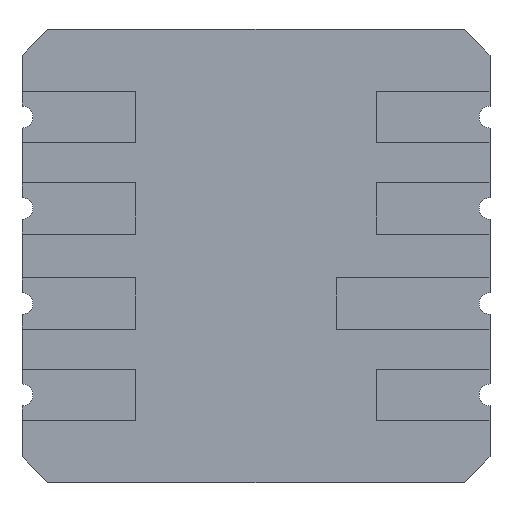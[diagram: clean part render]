
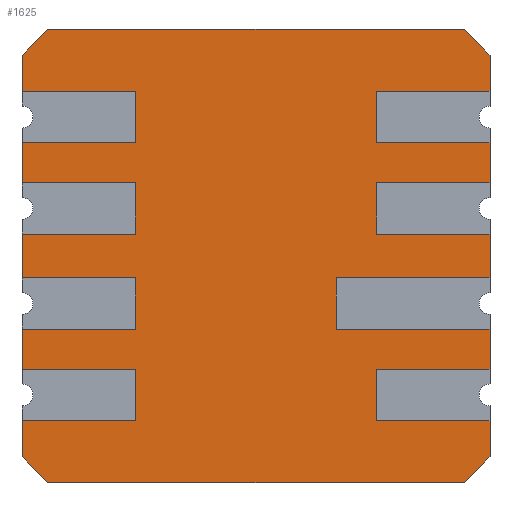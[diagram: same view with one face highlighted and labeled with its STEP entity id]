
A CAD part, front view. The second image highlights one B-rep face of the part: STEP entity #1625.
In plain terms, the highlighted planar face has unit normal (0, -1, 0).
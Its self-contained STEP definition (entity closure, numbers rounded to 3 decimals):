
#63=PLANE('',#1756);
#151=FACE_OUTER_BOUND('',#253,.T.);
#253=EDGE_LOOP('',(#1225,#1226,#1227,#1228,#1229,#1230,#1231,#1232,#1233,
#1234,#1235,#1236,#1237,#1238,#1239,#1240,#1241,#1242,#1243,#1244,#1245,
#1246,#1247,#1248));
#341=LINE('',#2346,#525);
#345=LINE('',#2358,#529);
#349=LINE('',#2370,#533);
#352=LINE('',#2376,#536);
#355=LINE('',#2382,#539);
#358=LINE('',#2388,#542);
#361=LINE('',#2394,#545);
#365=LINE('',#2406,#549);
#369=LINE('',#2418,#553);
#373=LINE('',#2430,#557);
#377=LINE('',#2442,#561);
#380=LINE('',#2448,#564);
#383=LINE('',#2454,#567);
#386=LINE('',#2460,#570);
#389=LINE('',#2466,#573);
#393=LINE('',#2477,#577);
#525=VECTOR('',#1872,10.);
#529=VECTOR('',#1884,10.);
#533=VECTOR('',#1896,10.);
#536=VECTOR('',#1901,10.);
#539=VECTOR('',#1906,10.);
#542=VECTOR('',#1911,10.);
#545=VECTOR('',#1916,10.);
#549=VECTOR('',#1928,10.);
#553=VECTOR('',#1940,10.);
#557=VECTOR('',#1952,10.);
#561=VECTOR('',#1964,10.);
#564=VECTOR('',#1969,10.);
#567=VECTOR('',#1974,10.);
#570=VECTOR('',#1979,10.);
#573=VECTOR('',#1984,10.);
#577=VECTOR('',#1996,10.);
#707=CIRCLE('',#1717,0.15);
#709=CIRCLE('',#1721,0.15);
#711=CIRCLE('',#1725,0.15);
#713=CIRCLE('',#1733,0.15);
#715=CIRCLE('',#1737,0.15);
#717=CIRCLE('',#1741,0.15);
#719=CIRCLE('',#1745,0.15);
#721=CIRCLE('',#1753,0.15);
#749=VERTEX_POINT('',#2336);
#750=VERTEX_POINT('',#2337);
#753=VERTEX_POINT('',#2345);
#755=VERTEX_POINT('',#2351);
#757=VERTEX_POINT('',#2357);
#759=VERTEX_POINT('',#2363);
#761=VERTEX_POINT('',#2369);
#763=VERTEX_POINT('',#2375);
#765=VERTEX_POINT('',#2381);
#767=VERTEX_POINT('',#2387);
#769=VERTEX_POINT('',#2393);
#771=VERTEX_POINT('',#2399);
#773=VERTEX_POINT('',#2405);
#775=VERTEX_POINT('',#2411);
#777=VERTEX_POINT('',#2417);
#779=VERTEX_POINT('',#2423);
#781=VERTEX_POINT('',#2429);
#783=VERTEX_POINT('',#2435);
#785=VERTEX_POINT('',#2441);
#787=VERTEX_POINT('',#2447);
#789=VERTEX_POINT('',#2453);
#791=VERTEX_POINT('',#2459);
#793=VERTEX_POINT('',#2465);
#795=VERTEX_POINT('',#2471);
#903=EDGE_CURVE('',#749,#750,#707,.T.);
#907=EDGE_CURVE('',#750,#753,#341,.T.);
#910=EDGE_CURVE('',#753,#755,#709,.T.);
#913=EDGE_CURVE('',#757,#755,#345,.T.);
#916=EDGE_CURVE('',#757,#759,#711,.T.);
#919=EDGE_CURVE('',#759,#761,#349,.T.);
#922=EDGE_CURVE('',#763,#761,#352,.T.);
#925=EDGE_CURVE('',#765,#763,#355,.T.);
#928=EDGE_CURVE('',#765,#767,#358,.T.);
#931=EDGE_CURVE('',#769,#767,#361,.T.);
#934=EDGE_CURVE('',#769,#771,#713,.T.);
#937=EDGE_CURVE('',#773,#771,#365,.T.);
#940=EDGE_CURVE('',#773,#775,#715,.T.);
#943=EDGE_CURVE('',#775,#777,#369,.T.);
#946=EDGE_CURVE('',#777,#779,#717,.T.);
#949=EDGE_CURVE('',#779,#781,#373,.T.);
#952=EDGE_CURVE('',#781,#783,#719,.T.);
#955=EDGE_CURVE('',#783,#785,#377,.T.);
#958=EDGE_CURVE('',#787,#785,#380,.T.);
#961=EDGE_CURVE('',#789,#787,#383,.T.);
#964=EDGE_CURVE('',#789,#791,#386,.T.);
#967=EDGE_CURVE('',#791,#793,#389,.T.);
#970=EDGE_CURVE('',#793,#795,#721,.T.);
#973=EDGE_CURVE('',#749,#795,#393,.T.);
#1225=ORIENTED_EDGE('',*,*,#973,.F.);
#1226=ORIENTED_EDGE('',*,*,#903,.T.);
#1227=ORIENTED_EDGE('',*,*,#907,.T.);
#1228=ORIENTED_EDGE('',*,*,#910,.T.);
#1229=ORIENTED_EDGE('',*,*,#913,.F.);
#1230=ORIENTED_EDGE('',*,*,#916,.T.);
#1231=ORIENTED_EDGE('',*,*,#919,.T.);
#1232=ORIENTED_EDGE('',*,*,#922,.F.);
#1233=ORIENTED_EDGE('',*,*,#925,.F.);
#1234=ORIENTED_EDGE('',*,*,#928,.T.);
#1235=ORIENTED_EDGE('',*,*,#931,.F.);
#1236=ORIENTED_EDGE('',*,*,#934,.T.);
#1237=ORIENTED_EDGE('',*,*,#937,.F.);
#1238=ORIENTED_EDGE('',*,*,#940,.T.);
#1239=ORIENTED_EDGE('',*,*,#943,.T.);
#1240=ORIENTED_EDGE('',*,*,#946,.T.);
#1241=ORIENTED_EDGE('',*,*,#949,.T.);
#1242=ORIENTED_EDGE('',*,*,#952,.T.);
#1243=ORIENTED_EDGE('',*,*,#955,.T.);
#1244=ORIENTED_EDGE('',*,*,#958,.F.);
#1245=ORIENTED_EDGE('',*,*,#961,.F.);
#1246=ORIENTED_EDGE('',*,*,#964,.T.);
#1247=ORIENTED_EDGE('',*,*,#967,.T.);
#1248=ORIENTED_EDGE('',*,*,#970,.T.);
#1625=ADVANCED_FACE('',(#151),#63,.F.);
#1717=AXIS2_PLACEMENT_3D('',#2338,#1864,#1865);
#1721=AXIS2_PLACEMENT_3D('',#2352,#1877,#1878);
#1725=AXIS2_PLACEMENT_3D('',#2364,#1889,#1890);
#1733=AXIS2_PLACEMENT_3D('',#2400,#1921,#1922);
#1737=AXIS2_PLACEMENT_3D('',#2412,#1933,#1934);
#1741=AXIS2_PLACEMENT_3D('',#2424,#1945,#1946);
#1745=AXIS2_PLACEMENT_3D('',#2436,#1957,#1958);
#1753=AXIS2_PLACEMENT_3D('',#2472,#1989,#1990);
#1756=AXIS2_PLACEMENT_3D('',#2479,#1998,#1999);
#1864=DIRECTION('center_axis',(0.,1.,0.));
#1865=DIRECTION('ref_axis',(0.,0.,1.));
#1872=DIRECTION('',(0.,0.,-1.));
#1877=DIRECTION('center_axis',(0.,1.,0.));
#1878=DIRECTION('ref_axis',(0.,0.,1.));
#1884=DIRECTION('',(0.,0.,1.));
#1889=DIRECTION('center_axis',(0.,1.,0.));
#1890=DIRECTION('ref_axis',(0.,0.,1.));
#1896=DIRECTION('',(0.,0.,-1.));
#1901=DIRECTION('',(-0.707,0.,0.707));
#1906=DIRECTION('',(-1.,0.,0.));
#1911=DIRECTION('',(0.707,0.,0.707));
#1916=DIRECTION('',(0.,0.,-1.));
#1921=DIRECTION('center_axis',(0.,1.,0.));
#1922=DIRECTION('ref_axis',(0.,0.,-1.));
#1928=DIRECTION('',(0.,0.,-1.));
#1933=DIRECTION('center_axis',(0.,1.,0.));
#1934=DIRECTION('ref_axis',(0.,0.,-1.));
#1940=DIRECTION('',(0.,0.,1.));
#1945=DIRECTION('center_axis',(0.,1.,0.));
#1946=DIRECTION('ref_axis',(0.,0.,-1.));
#1952=DIRECTION('',(0.,0.,1.));
#1957=DIRECTION('center_axis',(0.,1.,0.));
#1958=DIRECTION('ref_axis',(0.,0.,-1.));
#1964=DIRECTION('',(0.,0.,1.));
#1969=DIRECTION('',(0.707,0.,-0.707));
#1974=DIRECTION('',(1.,0.,0.));
#1979=DIRECTION('',(-0.707,0.,-0.707));
#1984=DIRECTION('',(0.,0.,-1.));
#1989=DIRECTION('center_axis',(0.,1.,0.));
#1990=DIRECTION('ref_axis',(0.,0.,1.));
#1996=DIRECTION('',(0.,0.,1.));
#1998=DIRECTION('center_axis',(0.,1.,0.));
#1999=DIRECTION('ref_axis',(1.,0.,0.));
#2336=CARTESIAN_POINT('',(-3.2,0.,0.8));
#2337=CARTESIAN_POINT('',(-3.2,0.,0.5));
#2338=CARTESIAN_POINT('Origin',(-3.2,0.,0.65));
#2345=CARTESIAN_POINT('',(-3.2,0.,-0.5));
#2346=CARTESIAN_POINT('',(-3.2,0.,0.));
#2351=CARTESIAN_POINT('',(-3.2,0.,-0.8));
#2352=CARTESIAN_POINT('Origin',(-3.2,0.,-0.65));
#2357=CARTESIAN_POINT('',(-3.2,0.,-1.75));
#2358=CARTESIAN_POINT('',(-3.2,0.,-1.9));
#2363=CARTESIAN_POINT('',(-3.2,0.,-2.05));
#2364=CARTESIAN_POINT('Origin',(-3.2,0.,-1.9));
#2369=CARTESIAN_POINT('',(-3.2,0.,-2.746));
#2370=CARTESIAN_POINT('',(-3.2,0.,0.));
#2375=CARTESIAN_POINT('',(-2.846,0.,-3.1));
#2376=CARTESIAN_POINT('',(-2.846,0.,-3.1));
#2381=CARTESIAN_POINT('',(2.846,0.,-3.1));
#2382=CARTESIAN_POINT('',(3.2,0.,-3.1));
#2387=CARTESIAN_POINT('',(3.2,0.,-2.746));
#2388=CARTESIAN_POINT('',(2.846,0.,-3.1));
#2393=CARTESIAN_POINT('',(3.2,0.,-2.05));
#2394=CARTESIAN_POINT('',(3.2,0.,-1.9));
#2399=CARTESIAN_POINT('',(3.2,0.,-1.75));
#2400=CARTESIAN_POINT('Origin',(3.2,0.,-1.9));
#2405=CARTESIAN_POINT('',(3.2,0.,-0.8));
#2406=CARTESIAN_POINT('',(3.2,0.,-0.65));
#2411=CARTESIAN_POINT('',(3.2,0.,-0.5));
#2412=CARTESIAN_POINT('Origin',(3.2,0.,-0.65));
#2417=CARTESIAN_POINT('',(3.2,0.,0.5));
#2418=CARTESIAN_POINT('',(3.2,0.,0.));
#2423=CARTESIAN_POINT('',(3.2,0.,0.8));
#2424=CARTESIAN_POINT('Origin',(3.2,0.,0.65));
#2429=CARTESIAN_POINT('',(3.2,0.,1.75));
#2430=CARTESIAN_POINT('',(3.2,0.,0.));
#2435=CARTESIAN_POINT('',(3.2,0.,2.05));
#2436=CARTESIAN_POINT('Origin',(3.2,0.,1.9));
#2441=CARTESIAN_POINT('',(3.2,0.,2.746));
#2442=CARTESIAN_POINT('',(3.2,0.,0.));
#2447=CARTESIAN_POINT('',(2.846,0.,3.1));
#2448=CARTESIAN_POINT('',(2.846,0.,3.1));
#2453=CARTESIAN_POINT('',(-2.846,0.,3.1));
#2454=CARTESIAN_POINT('',(-3.2,0.,3.1));
#2459=CARTESIAN_POINT('',(-3.2,0.,2.746));
#2460=CARTESIAN_POINT('',(-2.846,0.,3.1));
#2465=CARTESIAN_POINT('',(-3.2,0.,2.05));
#2466=CARTESIAN_POINT('',(-3.2,0.,3.1));
#2471=CARTESIAN_POINT('',(-3.2,0.,1.75));
#2472=CARTESIAN_POINT('Origin',(-3.2,0.,1.9));
#2477=CARTESIAN_POINT('',(-3.2,0.,0.));
#2479=CARTESIAN_POINT('Origin',(0.,0.,0.));
